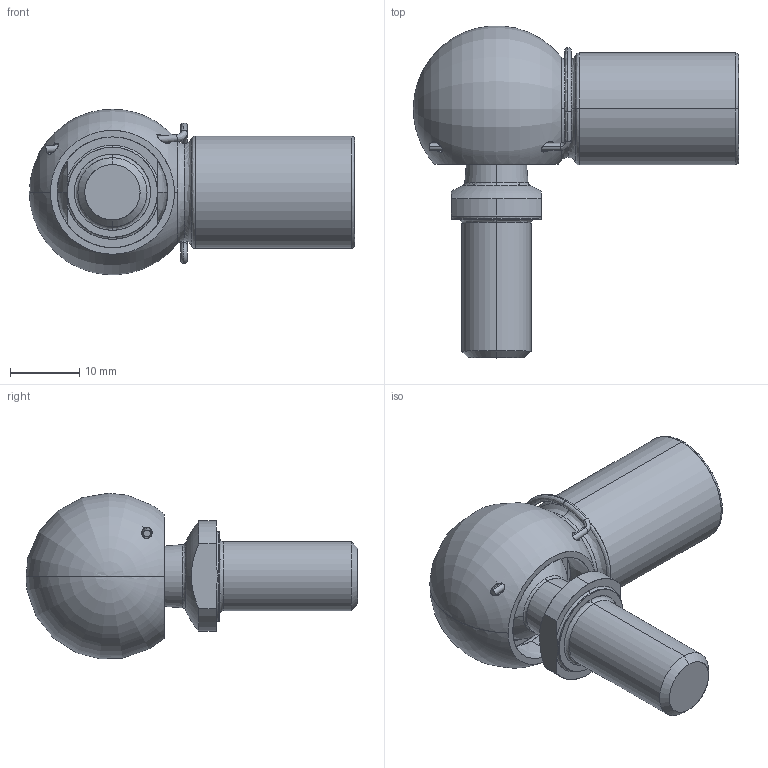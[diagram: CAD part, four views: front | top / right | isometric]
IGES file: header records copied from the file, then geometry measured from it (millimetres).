
Start section: SolidWorks IGES file using analytic representation for surfaces
Global section: file name: B6 Steel Ball Joint.IGS; native system: SolidWorks 2012; preprocessor: SolidWorks 2012; author: sam.bullen; date: 130211.162552; units: millimetre
Bounding box: 47 x 47.97 x 23.92 mm (x, y, z)
Surface area: 6538.5 mm2 (no closed solid volume)
Topology: 0 solids, 0 shells, 92 faces, 1165 edges, 1164 vertices
Faces by surface type: bspline 51, revolution 41
